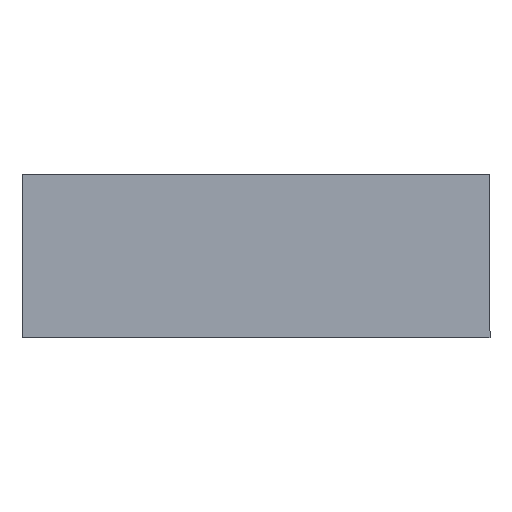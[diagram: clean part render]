
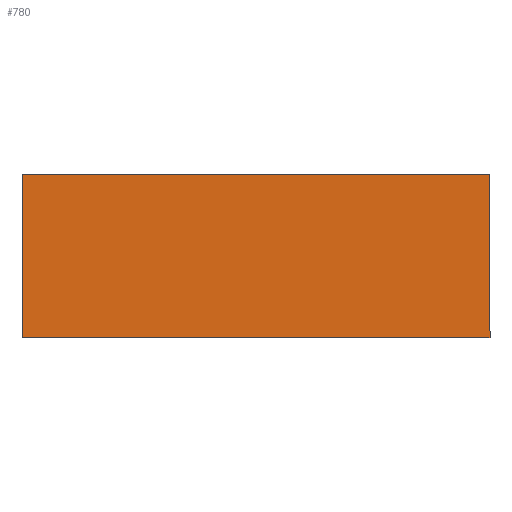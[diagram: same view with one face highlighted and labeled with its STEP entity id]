
A CAD part, top view. The second image highlights one B-rep face of the part: STEP entity #780.
In plain terms, the highlighted face is planar.
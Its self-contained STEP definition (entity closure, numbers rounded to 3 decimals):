
#120=CARTESIAN_POINT('',(48.452,198.656,
-73.204));
#130=VERTEX_POINT('',#120);
#160=CARTESIAN_POINT('',(48.452,198.656,
-21.854));
#170=DIRECTION('',(0.,0.,-1.));
#180=VECTOR('',#170,1.);
#190=LINE('',#160,#180);
#200=CARTESIAN_POINT('',(48.452,198.656,
-66.204));
#210=VERTEX_POINT('',#200);
#220=EDGE_CURVE('',#210,#130,#190,.T.);
#480=CARTESIAN_POINT('',(48.452,178.012,
45.596));
#490=DIRECTION('',(1.,0.,0.));
#500=DIRECTION('',(0.,-1.,0.));
#510=AXIS2_PLACEMENT_3D('',#480,#490,#500);
#520=PLANE('',#510);
#530=ORIENTED_EDGE('',*,*,#220,.F.);
#540=CARTESIAN_POINT('',(48.452,11.284,
-73.204));
#550=DIRECTION('',(0.,1.,0.));
#560=VECTOR('',#550,1.);
#570=LINE('',#540,#560);
#580=CARTESIAN_POINT('',(48.452,178.656,
-73.204));
#590=VERTEX_POINT('',#580);
#600=EDGE_CURVE('',#590,#130,#570,.T.);
#610=ORIENTED_EDGE('',*,*,#600,.T.);
#620=CARTESIAN_POINT('',(48.452,178.656,
-21.854));
#630=DIRECTION('',(0.,0.,1.));
#640=VECTOR('',#630,1.);
#650=LINE('',#620,#640);
#660=CARTESIAN_POINT('',(48.452,178.656,
-66.204));
#670=VERTEX_POINT('',#660);
#680=EDGE_CURVE('',#590,#670,#650,.T.);
#690=ORIENTED_EDGE('',*,*,#680,.F.);
#700=CARTESIAN_POINT('',(48.452,11.284,
-66.204));
#710=DIRECTION('',(0.,-1.,0.));
#720=VECTOR('',#710,1.);
#730=LINE('',#700,#720);
#740=EDGE_CURVE('',#210,#670,#730,.T.);
#750=ORIENTED_EDGE('',*,*,#740,.T.);
#760=EDGE_LOOP('',(#750,#690,#610,#530));
#770=FACE_OUTER_BOUND('',#760,.T.);
#780=ADVANCED_FACE('',(#770),#520,.T.);
